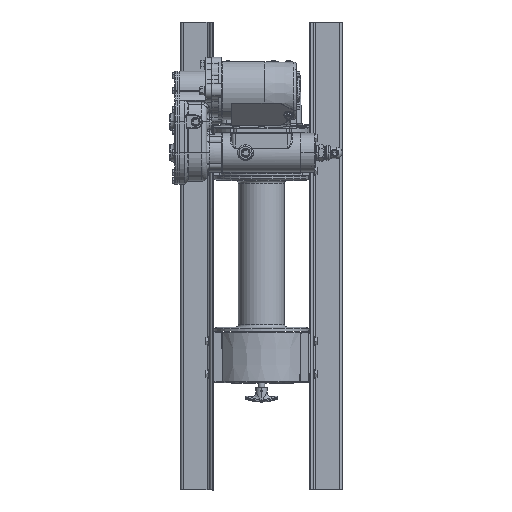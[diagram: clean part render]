
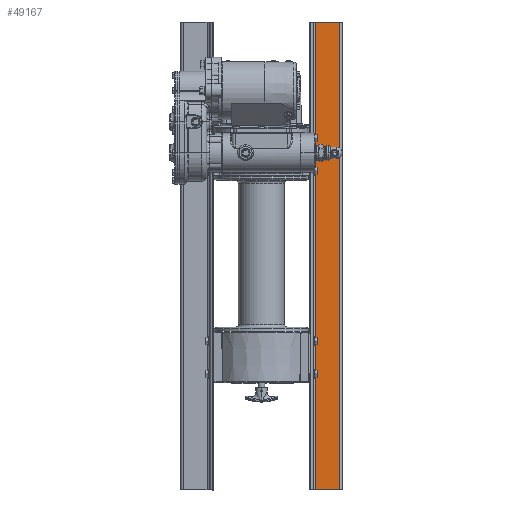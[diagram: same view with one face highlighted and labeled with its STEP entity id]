
A CAD part, front view. The second image highlights one B-rep face of the part: STEP entity #49167.
In plain terms, the highlighted planar face has unit normal (0, -1, 0).
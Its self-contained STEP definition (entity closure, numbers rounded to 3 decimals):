
#34732 = AXIS2_PLACEMENT_3D ( 'NONE', #34815, #34814, #34813 ) ;
#34733 = FACE_OUTER_BOUND ( 'NONE', #49175, .T. ) ;
#34734 = CARTESIAN_POINT ( 'NONE',  ( 4.157, 0.247, -24.196 ) ) ;
#34759 = CARTESIAN_POINT ( 'NONE',  ( 4.157, 0.244, 11.804 ) ) ;
#34775 = CARTESIAN_POINT ( 'NONE',  ( 6.031, 0.244, 11.804 ) ) ;
#34813 = DIRECTION ( 'NONE',  ( -1., 0., 0. ) ) ;
#34814 = DIRECTION ( 'NONE',  ( 0., 1., 0. ) ) ;
#34815 = CARTESIAN_POINT ( 'NONE',  ( 6.031, 0.244, 11.804 ) ) ;
#34816 = CARTESIAN_POINT ( 'NONE',  ( 6.031, 0.247, -24.196 ) ) ;
#34817 = PLANE ( 'NONE',  #34732 ) ;
#34818 = DIRECTION ( 'NONE',  ( 0., 0., -1. ) ) ;
#34819 = VECTOR ( 'NONE', #34818, 39.37 ) ;
#34820 = CARTESIAN_POINT ( 'NONE',  ( 6.031, 0.244, 11.804 ) ) ;
#34821 = LINE ( 'NONE', #34820, #34819 ) ;
#34873 = DIRECTION ( 'NONE',  ( 0., 0., -1. ) ) ;
#34874 = VECTOR ( 'NONE', #34873, 39.37 ) ;
#34875 = CARTESIAN_POINT ( 'NONE',  ( 4.157, 0.244, 11.804 ) ) ;
#34877 = DIRECTION ( 'NONE',  ( 1., 0., 0. ) ) ;
#34878 = VECTOR ( 'NONE', #34877, 39.37 ) ;
#34879 = CARTESIAN_POINT ( 'NONE',  ( 6.031, 0.247, -24.196 ) ) ;
#34881 = LINE ( 'NONE', #34879, #34878 ) ;
#34920 = LINE ( 'NONE', #34875, #34874 ) ;
#35936 = DIRECTION ( 'NONE',  ( 1., 0., 0. ) ) ;
#35938 = VECTOR ( 'NONE', #35936, 39.37 ) ;
#35939 = CARTESIAN_POINT ( 'NONE',  ( 6.031, 0.244, 11.804 ) ) ;
#35940 = LINE ( 'NONE', #35939, #35938 ) ;
#49138 = VERTEX_POINT ( 'NONE', #34775 ) ;
#49164 = VERTEX_POINT ( 'NONE', #34734 ) ;
#49165 = EDGE_CURVE ( 'NONE', #49138, #49176, #34821, .T. ) ;
#49167 = ADVANCED_FACE ( 'NONE', ( #34733 ), #34817, .F. ) ;
#49168 = ORIENTED_EDGE ( 'NONE', *, *, #49212, .T. ) ;
#49175 = EDGE_LOOP ( 'NONE', ( #49177, #49211, #49210, #49168 ) ) ;
#49176 = VERTEX_POINT ( 'NONE', #34816 ) ;
#49177 = ORIENTED_EDGE ( 'NONE', *, *, #49209, .T. ) ;
#49197 = VERTEX_POINT ( 'NONE', #34759 ) ;
#49209 = EDGE_CURVE ( 'NONE', #49164, #49176, #34881, .T. ) ;
#49210 = ORIENTED_EDGE ( 'NONE', *, *, #49266, .F. ) ;
#49211 = ORIENTED_EDGE ( 'NONE', *, *, #49165, .F. ) ;
#49212 = EDGE_CURVE ( 'NONE', #49197, #49164, #34920, .T. ) ;
#49266 = EDGE_CURVE ( 'NONE', #49197, #49138, #35940, .T. ) ;
